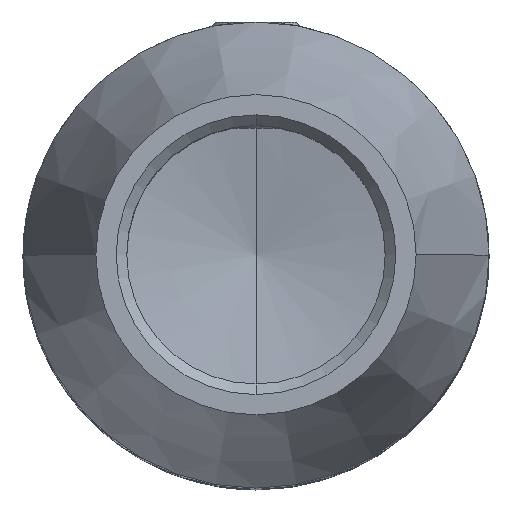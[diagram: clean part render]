
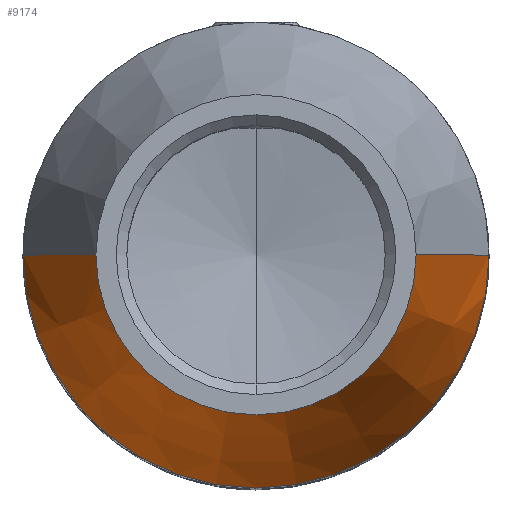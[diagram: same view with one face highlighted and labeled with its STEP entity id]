
A CAD part, top view. The second image highlights one B-rep face of the part: STEP entity #9174.
In plain terms, the highlighted conical face has half-angle 19 degrees and reference radius 7.557 mm.
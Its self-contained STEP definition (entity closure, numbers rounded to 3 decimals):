
#196 = VERTEX_POINT ( 'NONE', #13230 ) ;
#212 = EDGE_CURVE ( 'NONE', #11107, #16460, #17100, .T. ) ;
#1439 = CARTESIAN_POINT ( 'NONE',  ( 0., 0., -10. ) ) ;
#1576 = DIRECTION ( 'NONE',  ( 1., 0., 0. ) ) ;
#1589 = CARTESIAN_POINT ( 'NONE',  ( 0., 0., 0. ) ) ;
#3058 = CIRCLE ( 'NONE', #13504, 11. ) ;
#3605 = EDGE_CURVE ( 'NONE', #16460, #196, #3058, .T. ) ;
#3850 = DIRECTION ( 'NONE',  ( -0.326, 0., -0.946 ) ) ;
#4404 = ORIENTED_EDGE ( 'NONE', *, *, #212, .T. ) ;
#4578 = CARTESIAN_POINT ( 'NONE',  ( -11., 0., -10. ) ) ;
#5661 = LINE ( 'NONE', #8526, #7840 ) ;
#5899 = CIRCLE ( 'NONE', #19358, 7.557 ) ;
#6171 = ORIENTED_EDGE ( 'NONE', *, *, #3605, .T. ) ;
#6181 = CARTESIAN_POINT ( 'NONE',  ( -7.557, 0., 0. ) ) ;
#6535 = CARTESIAN_POINT ( 'NONE',  ( 0., 0., 0. ) ) ;
#7719 = DIRECTION ( 'NONE',  ( 0., 0., 1. ) ) ;
#7840 = VECTOR ( 'NONE', #19527, 1000. ) ;
#7961 = DIRECTION ( 'NONE',  ( 1., 0., 0. ) ) ;
#8526 = CARTESIAN_POINT ( 'NONE',  ( 7.557, 0., 0. ) ) ;
#8677 = CARTESIAN_POINT ( 'NONE',  ( -7.557, 0., 0. ) ) ;
#9174 = ADVANCED_FACE ( 'NONE', ( #17020 ), #13025, .T. ) ;
#11107 = VERTEX_POINT ( 'NONE', #6181 ) ;
#11586 = EDGE_CURVE ( 'NONE', #11927, #196, #5661, .T. ) ;
#11927 = VERTEX_POINT ( 'NONE', #17150 ) ;
#12001 = EDGE_CURVE ( 'NONE', #11107, #11927, #5899, .T. ) ;
#12708 = DIRECTION ( 'NONE',  ( -1., 0., 0. ) ) ;
#12865 = VECTOR ( 'NONE', #3850, 1000. ) ;
#13025 = CONICAL_SURFACE ( 'NONE', #15157, 7.557, 0.332 ) ;
#13230 = CARTESIAN_POINT ( 'NONE',  ( 11., 0., -10. ) ) ;
#13504 = AXIS2_PLACEMENT_3D ( 'NONE', #1439, #7719, #1576 ) ;
#14053 = DIRECTION ( 'NONE',  ( 0., 0., -1. ) ) ;
#14184 = ORIENTED_EDGE ( 'NONE', *, *, #12001, .F. ) ;
#14222 = DIRECTION ( 'NONE',  ( 0., 0., 1. ) ) ;
#15157 = AXIS2_PLACEMENT_3D ( 'NONE', #1589, #14053, #12708 ) ;
#16154 = EDGE_LOOP ( 'NONE', ( #20241, #14184, #4404, #6171 ) ) ;
#16460 = VERTEX_POINT ( 'NONE', #4578 ) ;
#17020 = FACE_OUTER_BOUND ( 'NONE', #16154, .T. ) ;
#17100 = LINE ( 'NONE', #8677, #12865 ) ;
#17150 = CARTESIAN_POINT ( 'NONE',  ( 7.557, 0., 0. ) ) ;
#19358 = AXIS2_PLACEMENT_3D ( 'NONE', #6535, #14222, #7961 ) ;
#19527 = DIRECTION ( 'NONE',  ( 0.326, 0., -0.946 ) ) ;
#20241 = ORIENTED_EDGE ( 'NONE', *, *, #11586, .F. ) ;
